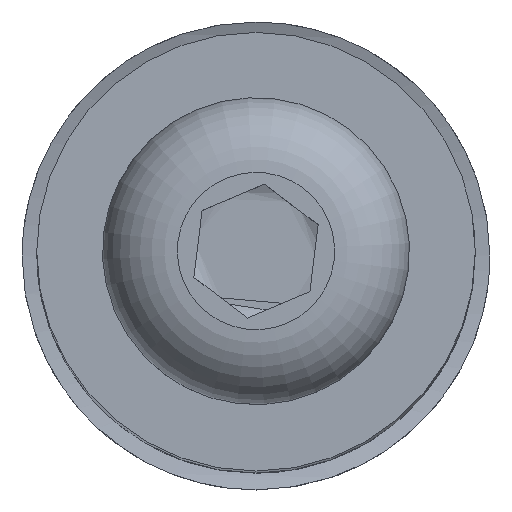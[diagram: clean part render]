
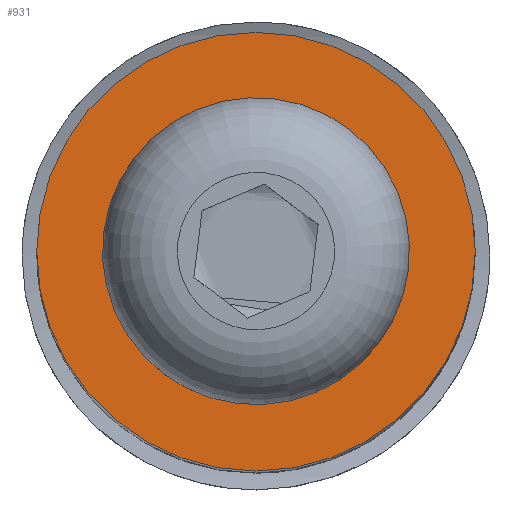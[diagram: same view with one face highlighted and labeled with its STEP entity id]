
A CAD part, top view. The second image highlights one B-rep face of the part: STEP entity #931.
In plain terms, the highlighted planar face has unit normal (0, 0, 1).
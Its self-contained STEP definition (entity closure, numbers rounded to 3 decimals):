
#85=FACE_BOUND('',#200,.T.);
#99=PLANE('',#1123);
#145=FACE_OUTER_BOUND('',#199,.T.);
#199=EDGE_LOOP('',(#666));
#200=EDGE_LOOP('',(#667));
#365=CIRCLE('',#1117,4.);
#370=CIRCLE('',#1124,7.5);
#423=VERTEX_POINT('',#1542);
#428=VERTEX_POINT('',#1556);
#521=EDGE_CURVE('',#423,#423,#365,.T.);
#528=EDGE_CURVE('',#428,#428,#370,.T.);
#666=ORIENTED_EDGE('',*,*,#528,.T.);
#667=ORIENTED_EDGE('',*,*,#521,.F.);
#931=ADVANCED_FACE('',(#145,#85),#99,.T.);
#1117=AXIS2_PLACEMENT_3D('',#1543,#1246,#1247);
#1123=AXIS2_PLACEMENT_3D('',#1555,#1260,#1261);
#1124=AXIS2_PLACEMENT_3D('',#1557,#1262,#1263);
#1246=DIRECTION('center_axis',(0.,0.,1.));
#1247=DIRECTION('ref_axis',(0.,1.,0.));
#1260=DIRECTION('center_axis',(0.,0.,1.));
#1261=DIRECTION('ref_axis',(1.,0.,0.));
#1262=DIRECTION('center_axis',(0.,0.,1.));
#1263=DIRECTION('ref_axis',(-1.,0.,0.));
#1542=CARTESIAN_POINT('',(0.,-4.,20.));
#1543=CARTESIAN_POINT('Origin',(0.,0.,20.));
#1555=CARTESIAN_POINT('Origin',(0.,0.,
20.));
#1556=CARTESIAN_POINT('',(7.5,0.,20.));
#1557=CARTESIAN_POINT('Origin',(0.,0.,20.));
